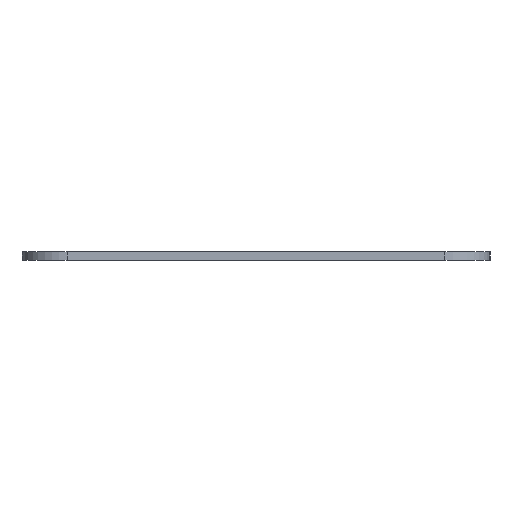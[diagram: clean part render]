
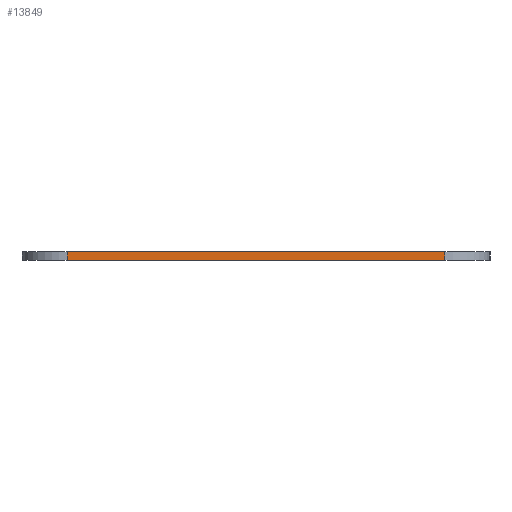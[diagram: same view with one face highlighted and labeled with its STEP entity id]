
A CAD part, left-side view. The second image highlights one B-rep face of the part: STEP entity #13849.
In plain terms, the highlighted planar face has unit normal (-1, 0, 0).
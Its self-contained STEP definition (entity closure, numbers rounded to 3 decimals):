
#84 = PLANE('',#85);
#85 = AXIS2_PLACEMENT_3D('',#86,#87,#88);
#86 = CARTESIAN_POINT('',(198.61,-72.109,1.6));
#87 = DIRECTION('',(-0.,-0.,-1.));
#88 = DIRECTION('',(-1.,0.,0.));
#143 = PLANE('',#144);
#144 = AXIS2_PLACEMENT_3D('',#145,#146,#147);
#145 = CARTESIAN_POINT('',(198.61,-72.109,0.));
#146 = DIRECTION('',(-0.,-0.,-1.));
#147 = DIRECTION('',(-1.,0.,0.));
#373 = VERTEX_POINT('',#374);
#374 = CARTESIAN_POINT('',(55.559,-107.943,0.));
#393 = CYLINDRICAL_SURFACE('',#394,8.731);
#394 = AXIS2_PLACEMENT_3D('',#395,#396,#397);
#395 = CARTESIAN_POINT('',(64.29,-107.943,0.));
#396 = DIRECTION('',(-0.,-0.,-1.));
#397 = DIRECTION('',(1.,0.,-0.));
#405 = EDGE_CURVE('',#406,#373,#408,.T.);
#406 = VERTEX_POINT('',#407);
#407 = CARTESIAN_POINT('',(55.559,-34.923,0.));
#408 = SURFACE_CURVE('',#409,(#413,#420),.PCURVE_S1.);
#409 = LINE('',#410,#411);
#410 = CARTESIAN_POINT('',(55.559,-34.923,0.));
#411 = VECTOR('',#412,1.);
#412 = DIRECTION('',(0.,-1.,0.));
#413 = PCURVE('',#143,#414);
#414 = DEFINITIONAL_REPRESENTATION('',(#415),#419);
#415 = LINE('',#416,#417);
#416 = CARTESIAN_POINT('',(143.051,37.187));
#417 = VECTOR('',#418,1.);
#418 = DIRECTION('',(0.,-1.));
#419 = ( GEOMETRIC_REPRESENTATION_CONTEXT(2) 
PARAMETRIC_REPRESENTATION_CONTEXT() REPRESENTATION_CONTEXT('2D SPACE',''
  ) );
#420 = PCURVE('',#421,#426);
#421 = PLANE('',#422);
#422 = AXIS2_PLACEMENT_3D('',#423,#424,#425);
#423 = CARTESIAN_POINT('',(55.559,-34.923,0.));
#424 = DIRECTION('',(1.,0.,-0.));
#425 = DIRECTION('',(0.,-1.,0.));
#426 = DEFINITIONAL_REPRESENTATION('',(#427),#431);
#427 = LINE('',#428,#429);
#428 = CARTESIAN_POINT('',(0.,0.));
#429 = VECTOR('',#430,1.);
#430 = DIRECTION('',(1.,0.));
#431 = ( GEOMETRIC_REPRESENTATION_CONTEXT(2) 
PARAMETRIC_REPRESENTATION_CONTEXT() REPRESENTATION_CONTEXT('2D SPACE',''
  ) );
#454 = CYLINDRICAL_SURFACE('',#455,8.731);
#455 = AXIS2_PLACEMENT_3D('',#456,#457,#458);
#456 = CARTESIAN_POINT('',(64.29,-34.923,0.));
#457 = DIRECTION('',(-0.,-0.,-1.));
#458 = DIRECTION('',(1.,0.,-0.));
#7663 = VERTEX_POINT('',#7664);
#7664 = CARTESIAN_POINT('',(55.559,-107.943,1.6));
#7690 = EDGE_CURVE('',#7691,#7663,#7693,.T.);
#7691 = VERTEX_POINT('',#7692);
#7692 = CARTESIAN_POINT('',(55.559,-34.923,1.6));
#7693 = SURFACE_CURVE('',#7694,(#7698,#7705),.PCURVE_S1.);
#7694 = LINE('',#7695,#7696);
#7695 = CARTESIAN_POINT('',(55.559,-34.923,1.6));
#7696 = VECTOR('',#7697,1.);
#7697 = DIRECTION('',(0.,-1.,0.));
#7698 = PCURVE('',#84,#7699);
#7699 = DEFINITIONAL_REPRESENTATION('',(#7700),#7704);
#7700 = LINE('',#7701,#7702);
#7701 = CARTESIAN_POINT('',(143.051,37.187));
#7702 = VECTOR('',#7703,1.);
#7703 = DIRECTION('',(0.,-1.));
#7704 = ( GEOMETRIC_REPRESENTATION_CONTEXT(2) 
PARAMETRIC_REPRESENTATION_CONTEXT() REPRESENTATION_CONTEXT('2D SPACE',''
  ) );
#7705 = PCURVE('',#421,#7706);
#7706 = DEFINITIONAL_REPRESENTATION('',(#7707),#7711);
#7707 = LINE('',#7708,#7709);
#7708 = CARTESIAN_POINT('',(0.,-1.6));
#7709 = VECTOR('',#7710,1.);
#7710 = DIRECTION('',(1.,0.));
#7711 = ( GEOMETRIC_REPRESENTATION_CONTEXT(2) 
PARAMETRIC_REPRESENTATION_CONTEXT() REPRESENTATION_CONTEXT('2D SPACE',''
  ) );
#13799 = EDGE_CURVE('',#373,#7663,#13800,.T.);
#13800 = SURFACE_CURVE('',#13801,(#13805,#13812),.PCURVE_S1.);
#13801 = LINE('',#13802,#13803);
#13802 = CARTESIAN_POINT('',(55.559,-107.943,0.));
#13803 = VECTOR('',#13804,1.);
#13804 = DIRECTION('',(0.,0.,1.));
#13805 = PCURVE('',#393,#13806);
#13806 = DEFINITIONAL_REPRESENTATION('',(#13807),#13811);
#13807 = LINE('',#13808,#13809);
#13808 = CARTESIAN_POINT('',(-3.142,0.));
#13809 = VECTOR('',#13810,1.);
#13810 = DIRECTION('',(-0.,-1.));
#13811 = ( GEOMETRIC_REPRESENTATION_CONTEXT(2) 
PARAMETRIC_REPRESENTATION_CONTEXT() REPRESENTATION_CONTEXT('2D SPACE',''
  ) );
#13812 = PCURVE('',#421,#13813);
#13813 = DEFINITIONAL_REPRESENTATION('',(#13814),#13818);
#13814 = LINE('',#13815,#13816);
#13815 = CARTESIAN_POINT('',(73.02,0.));
#13816 = VECTOR('',#13817,1.);
#13817 = DIRECTION('',(0.,-1.));
#13818 = ( GEOMETRIC_REPRESENTATION_CONTEXT(2) 
PARAMETRIC_REPRESENTATION_CONTEXT() REPRESENTATION_CONTEXT('2D SPACE',''
  ) );
#13849 = ADVANCED_FACE('',(#13850),#421,.F.);
#13850 = FACE_BOUND('',#13851,.F.);
#13851 = EDGE_LOOP('',(#13852,#13873,#13874,#13875));
#13852 = ORIENTED_EDGE('',*,*,#13853,.T.);
#13853 = EDGE_CURVE('',#406,#7691,#13854,.T.);
#13854 = SURFACE_CURVE('',#13855,(#13859,#13866),.PCURVE_S1.);
#13855 = LINE('',#13856,#13857);
#13856 = CARTESIAN_POINT('',(55.559,-34.923,0.));
#13857 = VECTOR('',#13858,1.);
#13858 = DIRECTION('',(0.,0.,1.));
#13859 = PCURVE('',#421,#13860);
#13860 = DEFINITIONAL_REPRESENTATION('',(#13861),#13865);
#13861 = LINE('',#13862,#13863);
#13862 = CARTESIAN_POINT('',(0.,0.));
#13863 = VECTOR('',#13864,1.);
#13864 = DIRECTION('',(0.,-1.));
#13865 = ( GEOMETRIC_REPRESENTATION_CONTEXT(2) 
PARAMETRIC_REPRESENTATION_CONTEXT() REPRESENTATION_CONTEXT('2D SPACE',''
  ) );
#13866 = PCURVE('',#454,#13867);
#13867 = DEFINITIONAL_REPRESENTATION('',(#13868),#13872);
#13868 = LINE('',#13869,#13870);
#13869 = CARTESIAN_POINT('',(-3.142,0.));
#13870 = VECTOR('',#13871,1.);
#13871 = DIRECTION('',(-0.,-1.));
#13872 = ( GEOMETRIC_REPRESENTATION_CONTEXT(2) 
PARAMETRIC_REPRESENTATION_CONTEXT() REPRESENTATION_CONTEXT('2D SPACE',''
  ) );
#13873 = ORIENTED_EDGE('',*,*,#7690,.T.);
#13874 = ORIENTED_EDGE('',*,*,#13799,.F.);
#13875 = ORIENTED_EDGE('',*,*,#405,.F.);
